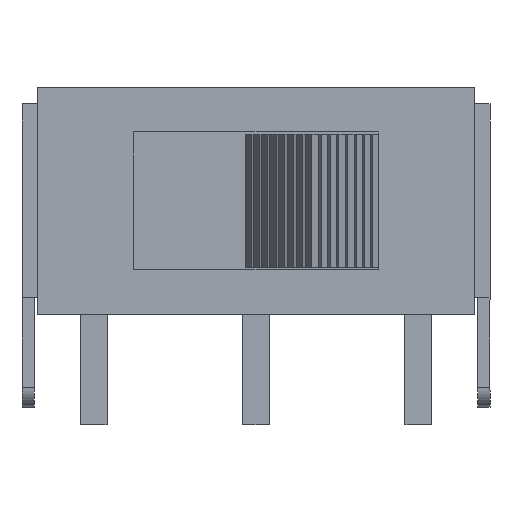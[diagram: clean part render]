
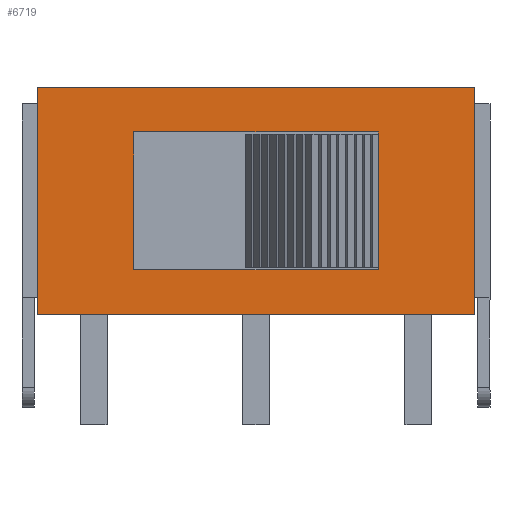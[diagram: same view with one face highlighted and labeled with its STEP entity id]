
A CAD part, top view. The second image highlights one B-rep face of the part: STEP entity #6719.
In plain terms, the highlighted planar face has unit normal (0, 0, 1).
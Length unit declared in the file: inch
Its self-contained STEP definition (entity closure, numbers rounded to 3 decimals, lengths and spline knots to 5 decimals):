
#954=CARTESIAN_POINT('',(-0.25,-0.12992,0.26417));
#955=VERTEX_POINT('',#954);
#962=CARTESIAN_POINT('',(-0.25,0.12992,0.26417));
#963=VERTEX_POINT('',#962);
#964=CARTESIAN_POINT('',(-0.25,-0.12992,0.26417));
#965=DIRECTION('',(0.0,1.0,0.0));
#966=VECTOR('',#965,0.25984);
#967=LINE('',#964,#966);
#968=EDGE_CURVE('',#955,#963,#967,.T.);
#1124=CARTESIAN_POINT('',(0.13976,-0.07598,0.26417));
#1125=VERTEX_POINT('',#1124);
#4004=CARTESIAN_POINT('',(0.13976,0.07598,0.26417));
#4005=VERTEX_POINT('',#4004);
#4006=CARTESIAN_POINT('',(0.13976,0.07598,0.26417));
#4007=DIRECTION('',(0.0,-1.0,0.0));
#4008=VECTOR('',#4007,0.15197);
#4009=LINE('',#4006,#4008);
#4010=EDGE_CURVE('',#4005,#1125,#4009,.T.);
#5268=CARTESIAN_POINT('',(0.13976,0.07874,0.26417));
#5269=VERTEX_POINT('',#5268);
#5270=CARTESIAN_POINT('',(0.13976,0.07874,0.26417));
#5271=DIRECTION('',(0.0,-1.0,0.0));
#5272=VECTOR('',#5271,0.00276);
#5273=LINE('',#5270,#5272);
#5274=EDGE_CURVE('',#5269,#4005,#5273,.T.);
#5448=CARTESIAN_POINT('',(0.25,0.12992,0.26417));
#5449=VERTEX_POINT('',#5448);
#5456=CARTESIAN_POINT('',(0.25,-0.12992,0.26417));
#5457=VERTEX_POINT('',#5456);
#5458=CARTESIAN_POINT('',(0.25,0.12992,0.26417));
#5459=DIRECTION('',(0.0,-1.0,0.0));
#5460=VECTOR('',#5459,0.25984);
#5461=LINE('',#5458,#5460);
#5462=EDGE_CURVE('',#5449,#5457,#5461,.T.);
#6664=CARTESIAN_POINT('',(-0.275,-0.14291,0.26417));
#6665=DIRECTION('',(0.0,0.0,1.0));
#6666=DIRECTION('',(1.0,0.0,0.0));
#6667=AXIS2_PLACEMENT_3D('',#6664,#6665,#6666);
#6668=PLANE('',#6667);
#6669=ORIENTED_EDGE('',*,*,#968,.F.);
#6670=CARTESIAN_POINT('',(0.25,-0.12992,0.26417));
#6671=DIRECTION('',(-1.0,0.0,0.0));
#6672=VECTOR('',#6671,0.5);
#6673=LINE('',#6670,#6672);
#6674=EDGE_CURVE('',#5457,#955,#6673,.T.);
#6675=ORIENTED_EDGE('',*,*,#6674,.F.);
#6676=ORIENTED_EDGE('',*,*,#5462,.F.);
#6677=CARTESIAN_POINT('',(-0.25,0.12992,0.26417));
#6678=DIRECTION('',(1.0,0.0,0.0));
#6679=VECTOR('',#6678,0.5);
#6680=LINE('',#6677,#6679);
#6681=EDGE_CURVE('',#963,#5449,#6680,.T.);
#6682=ORIENTED_EDGE('',*,*,#6681,.F.);
#6683=EDGE_LOOP('',(#6669,#6675,#6676,#6682));
#6684=FACE_OUTER_BOUND('',#6683,.T.);
#6685=ORIENTED_EDGE('',*,*,#5274,.T.);
#6686=ORIENTED_EDGE('',*,*,#4010,.T.);
#6687=CARTESIAN_POINT('',(0.13976,-0.07874,0.26417));
#6688=VERTEX_POINT('',#6687);
#6689=CARTESIAN_POINT('',(0.13976,-0.07598,0.26417));
#6690=DIRECTION('',(0.0,-1.0,0.0));
#6691=VECTOR('',#6690,0.00276);
#6692=LINE('',#6689,#6691);
#6693=EDGE_CURVE('',#1125,#6688,#6692,.T.);
#6694=ORIENTED_EDGE('',*,*,#6693,.T.);
#6695=CARTESIAN_POINT('',(-0.13976,-0.07874,0.26417));
#6696=VERTEX_POINT('',#6695);
#6697=CARTESIAN_POINT('',(0.13976,-0.07874,0.26417));
#6698=DIRECTION('',(-1.0,0.0,0.0));
#6699=VECTOR('',#6698,0.27953);
#6700=LINE('',#6697,#6699);
#6701=EDGE_CURVE('',#6688,#6696,#6700,.T.);
#6702=ORIENTED_EDGE('',*,*,#6701,.T.);
#6703=CARTESIAN_POINT('',(-0.13976,0.07874,0.26417));
#6704=VERTEX_POINT('',#6703);
#6705=CARTESIAN_POINT('',(-0.13976,-0.07874,0.26417));
#6706=DIRECTION('',(0.0,1.0,0.0));
#6707=VECTOR('',#6706,0.15748);
#6708=LINE('',#6705,#6707);
#6709=EDGE_CURVE('',#6696,#6704,#6708,.T.);
#6710=ORIENTED_EDGE('',*,*,#6709,.T.);
#6711=CARTESIAN_POINT('',(-0.13976,0.07874,0.26417));
#6712=DIRECTION('',(1.0,0.0,0.0));
#6713=VECTOR('',#6712,0.27953);
#6714=LINE('',#6711,#6713);
#6715=EDGE_CURVE('',#6704,#5269,#6714,.T.);
#6716=ORIENTED_EDGE('',*,*,#6715,.T.);
#6717=EDGE_LOOP('',(#6685,#6686,#6694,#6702,#6710,#6716));
#6718=FACE_BOUND('',#6717,.T.);
#6719=ADVANCED_FACE('',(#6684,#6718),#6668,.T.);
